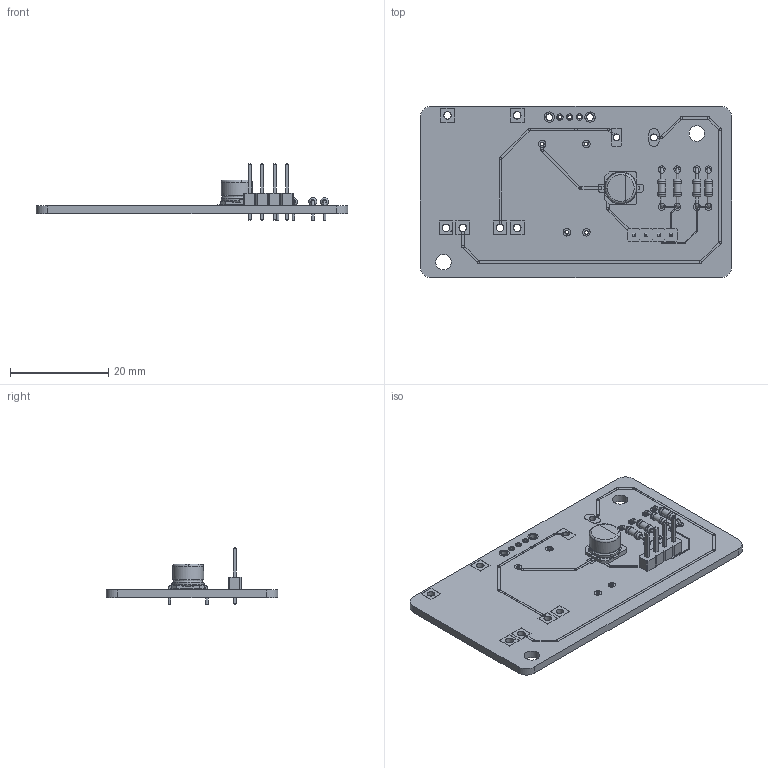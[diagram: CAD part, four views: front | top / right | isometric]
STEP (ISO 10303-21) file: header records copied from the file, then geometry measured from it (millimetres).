
FILE_DESCRIPTION(('KiCad electronic assembly'),'2;1');
FILE_NAME('PowerDeliveryBoard.step','2024-07-01T22:36:08',('Pcbnew'),( 'Kicad'),'Open CASCADE STEP processor 7.7','KiCad to STEP converter' ,'Unknown');
FILE_SCHEMA(('AUTOMOTIVE_DESIGN { 1 0 10303 214 1 1 1 1 }'));
Length unit declared in the file: millimetre
Products named in the file (147): PowerDeliveryBoard 1; R_Axial_DIN0204_L3.6mm_D1.6mm_P7.62mm_Horizontal; R_Axial_DIN0204_L36mm_D16mm_P762mm_Horizontal; PinHeader_1x04_P2.54mm_Vertical; PinHeader_1x04_P254mm_Vertical; CP_Elec_6.3x5.2; CP_Elec_63x52; PowerDeliveryBoard_track_1; PowerDeliveryBoard_track_2; PowerDeliveryBoard_track_3; PowerDeliveryBoard_track_4; PowerDeliveryBoard_track_5; PowerDeliveryBoard_track_6; PowerDeliveryBoard_track_7; PowerDeliveryBoard_track_8; PowerDeliveryBoard_track_9; PowerDeliveryBoard_track_10; PowerDeliveryBoard_track_11; PowerDeliveryBoard_track_12; PowerDeliveryBoard_track_13; PowerDeliveryBoard_track_14; PowerDeliveryBoard_track_15; PowerDeliveryBoard_track_16; PowerDeliveryBoard_track_17; PowerDeliveryBoard_track_18; PowerDeliveryBoard_track_19; PowerDeliveryBoard_track_20; PowerDeliveryBoard_track_21; PowerDeliveryBoard_track_22; PowerDeliveryBoard_track_23; PowerDeliveryBoard_track_24; PowerDeliveryBoard_track_25; PowerDeliveryBoard_track_26; PowerDeliveryBoard_track_27; PowerDeliveryBoard_track_28; PowerDeliveryBoard_track_29; PowerDeliveryBoard_track_30; PowerDeliveryBoard_track_31; PowerDeliveryBoard_track_32; PowerDeliveryBoard_track_33 ...
Assembly tree (149 placements, depth 3):
  PowerDeliveryBoard 1
    R_Axial_DIN0204_L3.6mm_D1.6mm_P7.62mm_Horizontal  x4
      R_Axial_DIN0204_L36mm_D16mm_P762mm_Horizontal
    PinHeader_1x04_P2.54mm_Vertical
      PinHeader_1x04_P254mm_Vertical
    CP_Elec_6.3x5.2
      CP_Elec_63x52
    PowerDeliveryBoard_track_1
    PowerDeliveryBoard_track_2
    PowerDeliveryBoard_track_3
    PowerDeliveryBoard_track_4
    PowerDeliveryBoard_track_5
    PowerDeliveryBoard_track_6
    PowerDeliveryBoard_track_7
    PowerDeliveryBoard_track_8
    PowerDeliveryBoard_track_9
    PowerDeliveryBoard_track_10
    PowerDeliveryBoard_track_11
    PowerDeliveryBoard_track_12
    PowerDeliveryBoard_track_13
    PowerDeliveryBoard_track_14
    PowerDeliveryBoard_track_15
    PowerDeliveryBoard_track_16
    PowerDeliveryBoard_track_17
    PowerDeliveryBoard_track_18
    PowerDeliveryBoard_track_19
    PowerDeliveryBoard_track_20
    PowerDeliveryBoard_track_21
    PowerDeliveryBoard_track_22
    PowerDeliveryBoard_track_23
    PowerDeliveryBoard_track_24
    PowerDeliveryBoard_track_25
    PowerDeliveryBoard_track_26
    PowerDeliveryBoard_track_27
    PowerDeliveryBoard_track_28
    PowerDeliveryBoard_track_29
    PowerDeliveryBoard_track_30
    PowerDeliveryBoard_track_31
    PowerDeliveryBoard_track_32
    PowerDeliveryBoard_track_33
    PowerDeliveryBoard_track_34
    PowerDeliveryBoard_track_35
    PowerDeliveryBoard_track_36
    PowerDeliveryBoard_track_37
    PowerDeliveryBoard_track_38
    PowerDeliveryBoard_track_39
    PowerDeliveryBoard_track_40
    PowerDeliveryBoard_track_41
    PowerDeliveryBoard_track_42
    PowerDeliveryBoard_track_43
    PowerDeliveryBoard_track_44
    PowerDeliveryBoard_track_45
    PowerDeliveryBoard_track_46
    PowerDeliveryBoard_track_47
    PowerDeliveryBoard_track_48
    PowerDeliveryBoard_track_49
    PowerDeliveryBoard_track_50
    PowerDeliveryBoard_pad_1
    PowerDeliveryBoard_pad_2
    PowerDeliveryBoard_pad_3
Bounding box: 63.5 x 34.92 x 11.54 mm (x, y, z)
Volume: 3761.7 mm3; surface area: 6351.1 mm2
Topology: 144 solids, 144 shells, 1457 faces, 3365 edges, 2221 vertices
Faces by surface type: plane 1116, cylinder 318, torus 20, bspline 2, revolution 1
Full cylindrical faces by diameter (mm): 0.5 x16, 0.65 x24, 0.7 x16, 0.712 x12, 0.75 x9, 0.762 x8, 0.8 x6, 0.95 x12, 1 x8, 1.308 x6, 1.35 x12, 1.4 x16, 1.44 x4, 1.49 x18, 1.524 x8, 1.54 x12, 1.6 x8, 2.1 x4, 3.175 x2, 6.3 x2
Entity records: 45003 total; most frequent: CARTESIAN_POINT 7186, DIRECTION 6993, ORIENTED_EDGE 6568, EDGE_CURVE 3284, LINE 2668, VECTOR 2668, VERTEX_POINT 2173, AXIS2_PLACEMENT_3D 2162
